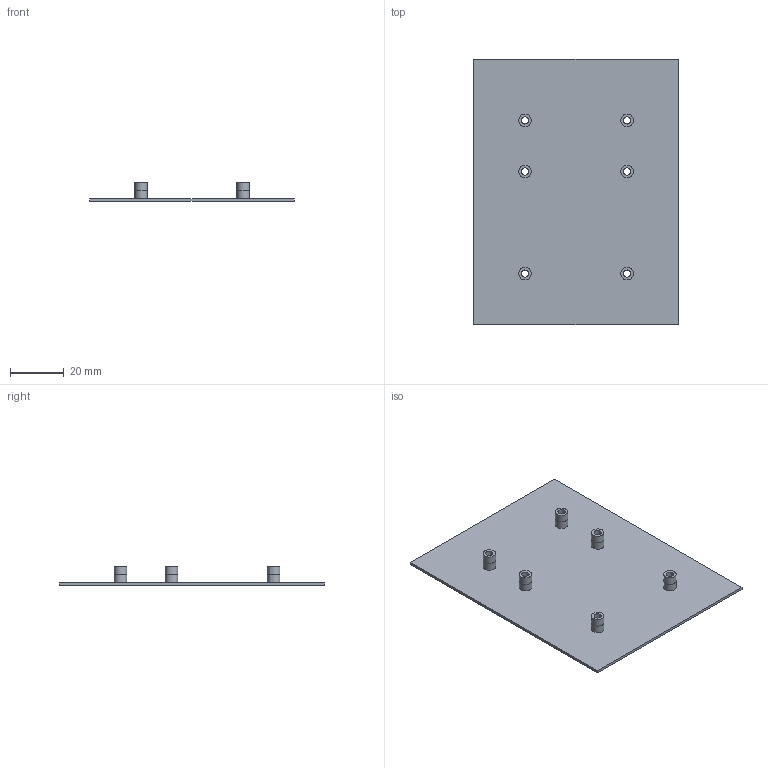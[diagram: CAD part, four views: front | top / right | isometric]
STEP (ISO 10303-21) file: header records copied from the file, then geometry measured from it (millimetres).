
FILE_DESCRIPTION(('Open CASCADE Model'),'2;1');
FILE_NAME('Open CASCADE Shape Model','2024-03-28T12:05:04',('Author'),( 'Open CASCADE'),'Open CASCADE STEP processor 6.8','Open CASCADE 6.8' ,'Unknown');
FILE_SCHEMA(('AUTOMOTIVE_DESIGN { 1 0 10303 214 1 1 1 1 }'));
Length unit declared in the file: millimetre
Products named in the file (1): PCB
Bounding box: 76.2 x 99 x 7 mm (x, y, z)
Volume: 7927.9 mm3; surface area: 16536.1 mm2
Topology: 13 solids, 13 shells, 60 faces, 102 edges, 68 vertices
Faces by surface type: cylinder 30, plane 30
Full cylindrical faces by diameter (mm): 2.7 x18, 4.7 x12
Entity records: 1598 total; most frequent: DIRECTION 284, CARTESIAN_POINT 231, ORIENTED_EDGE 204, AXIS2_PLACEMENT_3D 121, EDGE_CURVE 102, FACE_BOUND 96, EDGE_LOOP 96, VERTEX_POINT 68
